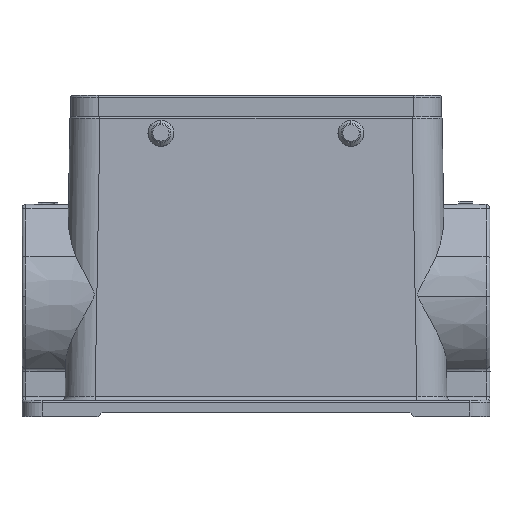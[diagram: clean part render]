
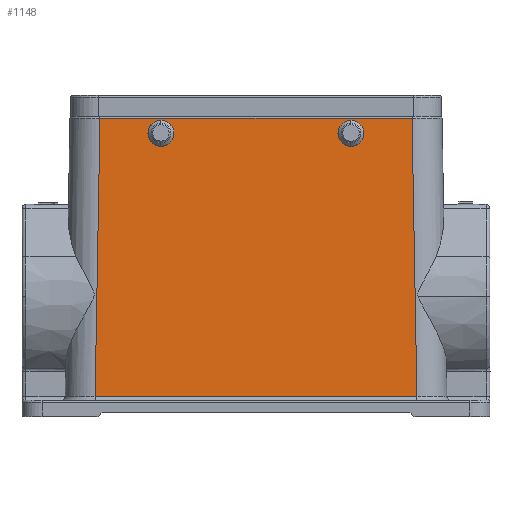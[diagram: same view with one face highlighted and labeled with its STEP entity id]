
A CAD part, top view. The second image highlights one B-rep face of the part: STEP entity #1148.
In plain terms, the highlighted planar face has unit normal (0, 0.018, 1).
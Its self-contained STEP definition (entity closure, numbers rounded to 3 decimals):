
#511=FACE_BOUND('',#2149,.T.);
#512=FACE_BOUND('',#2150,.T.);
#513=FACE_BOUND('',#2151,.T.);
#814=CIRCLE('',#7249,2.95);
#815=CIRCLE('',#7250,2.95);
#816=CIRCLE('',#7251,2.95);
#817=CIRCLE('',#7252,2.95);
#1148=ADVANCED_FACE('NONE',(#511,#512,#513),#1530,.T.);
#1530=PLANE('',#7253);
#2149=EDGE_LOOP('',(#3000,#3001));
#2150=EDGE_LOOP('',(#3002,#3003));
#2151=EDGE_LOOP('',(#3004,#3005,#3006,#3007));
#3000=ORIENTED_EDGE('',*,*,#5525,.F.);
#3001=ORIENTED_EDGE('',*,*,#5526,.T.);
#3002=ORIENTED_EDGE('',*,*,#5527,.F.);
#3003=ORIENTED_EDGE('',*,*,#5528,.T.);
#3004=ORIENTED_EDGE('',*,*,#5450,.F.);
#3005=ORIENTED_EDGE('',*,*,#5529,.T.);
#3006=ORIENTED_EDGE('',*,*,#5407,.F.);
#3007=ORIENTED_EDGE('',*,*,#5430,.F.);
#4716=VERTEX_POINT('',#10719);
#4717=VERTEX_POINT('',#10721);
#4727=VERTEX_POINT('',#10779);
#4740=VERTEX_POINT('',#11050);
#4792=VERTEX_POINT('',#11610);
#4793=VERTEX_POINT('',#11611);
#4794=VERTEX_POINT('',#11614);
#4795=VERTEX_POINT('',#11615);
#5407=EDGE_CURVE('NONE',#4716,#4717,#6343,.T.);
#5430=EDGE_CURVE('NONE',#4727,#4716,#6357,.T.);
#5450=EDGE_CURVE('NONE',#4740,#4727,#6360,.T.);
#5525=EDGE_CURVE('',#4792,#4793,#814,.T.);
#5526=EDGE_CURVE('',#4792,#4793,#815,.T.);
#5527=EDGE_CURVE('',#4794,#4795,#816,.T.);
#5528=EDGE_CURVE('',#4794,#4795,#817,.T.);
#5529=EDGE_CURVE('NONE',#4740,#4717,#6393,.T.);
#6343=LINE('',#10720,#6763);
#6357=LINE('',#10785,#6777);
#6360=LINE('',#11051,#6780);
#6393=LINE('',#11617,#6813);
#6763=VECTOR('',#8109,1.);
#6777=VECTOR('',#8155,1.);
#6780=VECTOR('',#8176,1.);
#6813=VECTOR('',#8281,1.);
#7249=AXIS2_PLACEMENT_3D('',#11609,#8273,#8274);
#7250=AXIS2_PLACEMENT_3D('',#11612,#8275,#8276);
#7251=AXIS2_PLACEMENT_3D('',#11613,#8277,#8278);
#7252=AXIS2_PLACEMENT_3D('',#11616,#8279,#8280);
#7253=AXIS2_PLACEMENT_3D('',#11618,#8282,#8283);
#8109=DIRECTION('',(0.017,-1.,0.017));
#8155=DIRECTION('',(1.,0.,0.));
#8176=DIRECTION('',(0.017,1.,-0.017));
#8273=DIRECTION('',(0.,0.017,1.));
#8274=DIRECTION('',(0.007,-1.,0.017));
#8275=DIRECTION('',(0.,-0.017,-1.));
#8276=DIRECTION('',(-0.007,1.,-0.017));
#8277=DIRECTION('',(0.,0.017,1.));
#8278=DIRECTION('',(0.007,-1.,0.017));
#8279=DIRECTION('',(0.,-0.017,-1.));
#8280=DIRECTION('',(-0.007,1.,-0.017));
#8281=DIRECTION('',(1.,0.,0.));
#8282=DIRECTION('',(0.,0.017,1.));
#8283=DIRECTION('',(0.,-1.,0.017));
#10719=CARTESIAN_POINT('',(39.01,50.509,21.509));
#10720=CARTESIAN_POINT('',(38.997,51.236,21.496));
#10721=CARTESIAN_POINT('',(40.223,-19.017,22.722));
#10779=CARTESIAN_POINT('',(-39.01,50.509,21.509));
#10785=CARTESIAN_POINT('',(-40.458,50.509,21.509));
#11050=CARTESIAN_POINT('',(-40.223,-19.017,22.722));
#11051=CARTESIAN_POINT('',(-38.997,51.236,21.496));
#11609=CARTESIAN_POINT('',(-23.771,46.743,21.574));
#11610=CARTESIAN_POINT('',(-23.771,43.794,21.626));
#11611=CARTESIAN_POINT('',(-23.771,49.693,21.523));
#11612=CARTESIAN_POINT('',(-23.771,46.743,21.574));
#11613=CARTESIAN_POINT('',(23.748,46.734,21.574));
#11614=CARTESIAN_POINT('',(23.748,43.785,21.626));
#11615=CARTESIAN_POINT('',(23.748,49.684,21.523));
#11616=CARTESIAN_POINT('',(23.748,46.734,21.574));
#11617=CARTESIAN_POINT('',(-49.298,-19.017,22.722));
#11618=CARTESIAN_POINT('',(-49.298,51.,21.5));
